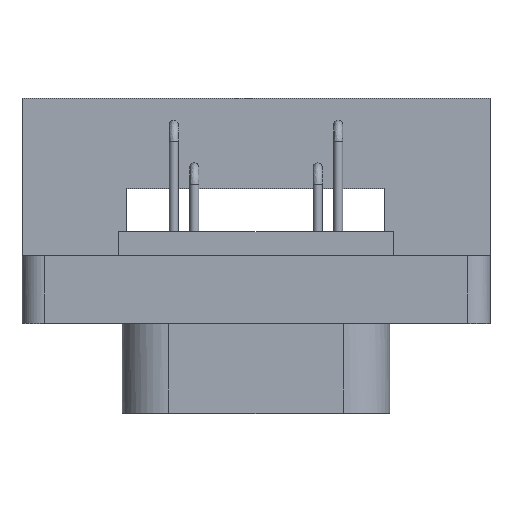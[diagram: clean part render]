
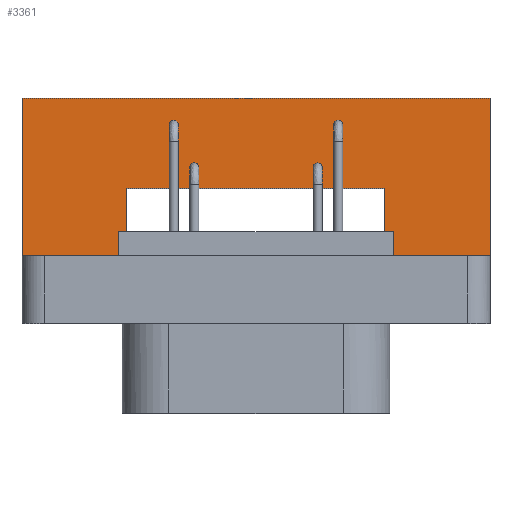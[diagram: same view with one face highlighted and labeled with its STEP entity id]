
A CAD part, top view. The second image highlights one B-rep face of the part: STEP entity #3361.
In plain terms, the highlighted free-form (B-spline) face has degree [1, 1] with [2, 2] control points.
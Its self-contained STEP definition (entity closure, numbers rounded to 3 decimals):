
#2103 = EDGE_CURVE('',#2104,#2104,#2106,.T.);
#2104 = VERTEX_POINT('',#2105);
#2105 = CARTESIAN_POINT('',(-5.48,1.115,
    3.19));
#2106 = ( BOUNDED_CURVE() B_SPLINE_CURVE(2,(#2107,#2108,#2109,#2110,
#2111,#2112,#2113),.UNSPECIFIED.,.T.,.F.) B_SPLINE_CURVE_WITH_KNOTS((1,2
    ,2,2,2,1),(-0.333,0.,0.333,0.667,1.,
1.333),.UNSPECIFIED.) CURVE() GEOMETRIC_REPRESENTATION_ITEM() 
RATIONAL_B_SPLINE_CURVE((1.,0.5,1.,0.5,1.,0.5,1.)) REPRESENTATION_ITEM(
  '') );
#2107 = CARTESIAN_POINT('',(-5.48,1.115,
    3.19));
#2108 = CARTESIAN_POINT('',(-6.,1.115,
    3.19));
#2109 = CARTESIAN_POINT('',(-5.74,1.565,
    3.19));
#2110 = CARTESIAN_POINT('',(-5.48,2.015,
    3.19));
#2111 = CARTESIAN_POINT('',(-5.22,1.565,
    3.19));
#2112 = CARTESIAN_POINT('',(-4.96,1.115,3.19
    ));
#2113 = CARTESIAN_POINT('',(-5.48,1.115,
    3.19));
#2242 = EDGE_CURVE('',#2243,#2243,#2245,.T.);
#2243 = VERTEX_POINT('',#2244);
#2244 = CARTESIAN_POINT('',(5.48,1.115,3.19
    ));
#2245 = ( BOUNDED_CURVE() B_SPLINE_CURVE(2,(#2246,#2247,#2248,#2249,
#2250,#2251,#2252),.UNSPECIFIED.,.T.,.F.) B_SPLINE_CURVE_WITH_KNOTS((1,2
    ,2,2,2,1),(-0.333,0.,0.333,0.667,1.,
1.333),.UNSPECIFIED.) CURVE() GEOMETRIC_REPRESENTATION_ITEM() 
RATIONAL_B_SPLINE_CURVE((1.,0.5,1.,0.5,1.,0.5,1.)) REPRESENTATION_ITEM(
  '') );
#2246 = CARTESIAN_POINT('',(5.48,1.115,3.19
    ));
#2247 = CARTESIAN_POINT('',(4.96,1.115,3.19
    ));
#2248 = CARTESIAN_POINT('',(5.22,1.565,3.19
    ));
#2249 = CARTESIAN_POINT('',(5.48,2.015,3.19
    ));
#2250 = CARTESIAN_POINT('',(5.74,1.565,3.19
    ));
#2251 = CARTESIAN_POINT('',(6.,1.115,3.19)
  );
#2252 = CARTESIAN_POINT('',(5.48,1.115,3.19
    ));
#2381 = EDGE_CURVE('',#2382,#2382,#2384,.T.);
#2382 = VERTEX_POINT('',#2383);
#2383 = CARTESIAN_POINT('',(-4.11,-1.725,
    3.19));
#2384 = ( BOUNDED_CURVE() B_SPLINE_CURVE(2,(#2385,#2386,#2387,#2388,
#2389,#2390,#2391),.UNSPECIFIED.,.T.,.F.) B_SPLINE_CURVE_WITH_KNOTS((1,2
    ,2,2,2,1),(-0.333,0.,0.333,0.667,1.,
1.333),.UNSPECIFIED.) CURVE() GEOMETRIC_REPRESENTATION_ITEM() 
RATIONAL_B_SPLINE_CURVE((1.,0.5,1.,0.5,1.,0.5,1.)) REPRESENTATION_ITEM(
  '') );
#2385 = CARTESIAN_POINT('',(-4.11,-1.725,
    3.19));
#2386 = CARTESIAN_POINT('',(-4.63,-1.725,
    3.19));
#2387 = CARTESIAN_POINT('',(-4.37,-1.275,
    3.19));
#2388 = CARTESIAN_POINT('',(-4.11,-0.825,
    3.19));
#2389 = CARTESIAN_POINT('',(-3.85,-1.275,
    3.19));
#2390 = CARTESIAN_POINT('',(-3.59,-1.725,
    3.19));
#2391 = CARTESIAN_POINT('',(-4.11,-1.725,
    3.19));
#2520 = EDGE_CURVE('',#2521,#2521,#2523,.T.);
#2521 = VERTEX_POINT('',#2522);
#2522 = CARTESIAN_POINT('',(4.11,-1.725,
    3.19));
#2523 = ( BOUNDED_CURVE() B_SPLINE_CURVE(2,(#2524,#2525,#2526,#2527,
#2528,#2529,#2530),.UNSPECIFIED.,.T.,.F.) B_SPLINE_CURVE_WITH_KNOTS((1,2
    ,2,2,2,1),(-0.333,0.,0.333,0.667,1.,
1.333),.UNSPECIFIED.) CURVE() GEOMETRIC_REPRESENTATION_ITEM() 
RATIONAL_B_SPLINE_CURVE((1.,0.5,1.,0.5,1.,0.5,1.)) REPRESENTATION_ITEM(
  '') );
#2524 = CARTESIAN_POINT('',(4.11,-1.725,
    3.19));
#2525 = CARTESIAN_POINT('',(3.59,-1.725,
    3.19));
#2526 = CARTESIAN_POINT('',(3.85,-1.275,
    3.19));
#2527 = CARTESIAN_POINT('',(4.11,-0.825,
    3.19));
#2528 = CARTESIAN_POINT('',(4.37,-1.275,
    3.19));
#2529 = CARTESIAN_POINT('',(4.63,-1.725,3.19
    ));
#2530 = CARTESIAN_POINT('',(4.11,-1.725,
    3.19));
#2660 = VERTEX_POINT('',#2661);
#2661 = CARTESIAN_POINT('',(9.15,-7.325,3.19));
#2668 = EDGE_CURVE('',#2669,#2660,#2671,.T.);
#2669 = VERTEX_POINT('',#2670);
#2670 = CARTESIAN_POINT('',(9.15,-5.725,3.19));
#2671 = B_SPLINE_CURVE_WITH_KNOTS('',1,(#2672,#2673),.UNSPECIFIED.,.F.,
  .F.,(2,2),(0.,1.),.PIECEWISE_BEZIER_KNOTS.);
#2672 = CARTESIAN_POINT('',(9.15,-5.725,3.19));
#2673 = CARTESIAN_POINT('',(9.15,-7.325,3.19));
#2723 = EDGE_CURVE('',#2724,#2726,#2728,.T.);
#2724 = VERTEX_POINT('',#2725);
#2725 = CARTESIAN_POINT('',(-9.15,-7.325,3.19));
#2726 = VERTEX_POINT('',#2727);
#2727 = CARTESIAN_POINT('',(-9.15,-5.725,3.19));
#2728 = B_SPLINE_CURVE_WITH_KNOTS('',1,(#2729,#2730),.UNSPECIFIED.,.F.,
  .F.,(2,2),(0.,1.),.PIECEWISE_BEZIER_KNOTS.);
#2729 = CARTESIAN_POINT('',(-9.15,-7.325,3.19));
#2730 = CARTESIAN_POINT('',(-9.15,-5.725,3.19));
#2754 = EDGE_CURVE('',#2755,#2669,#2757,.T.);
#2755 = VERTEX_POINT('',#2756);
#2756 = CARTESIAN_POINT('',(8.6,-5.725,3.19));
#2757 = B_SPLINE_CURVE_WITH_KNOTS('',1,(#2758,#2759),.UNSPECIFIED.,.F.,
  .F.,(2,2),(11.094,11.438),.PIECEWISE_BEZIER_KNOTS.);
#2758 = CARTESIAN_POINT('',(8.6,-5.725,3.19));
#2759 = CARTESIAN_POINT('',(9.15,-5.725,3.19));
#2762 = VERTEX_POINT('',#2763);
#2763 = CARTESIAN_POINT('',(-8.6,-5.725,3.19));
#2768 = EDGE_CURVE('',#2726,#2762,#2769,.T.);
#2769 = B_SPLINE_CURVE_WITH_KNOTS('',1,(#2770,#2771),.UNSPECIFIED.,.F.,
  .F.,(2,2),(0.,0.344),.PIECEWISE_BEZIER_KNOTS.);
#2770 = CARTESIAN_POINT('',(-9.15,-5.725,3.19));
#2771 = CARTESIAN_POINT('',(-8.6,-5.725,3.19));
#2878 = VERTEX_POINT('',#2879);
#2879 = CARTESIAN_POINT('',(-8.6,-2.825,3.19));
#2901 = EDGE_CURVE('',#2762,#2878,#2902,.T.);
#2902 = B_SPLINE_CURVE_WITH_KNOTS('',1,(#2903,#2904),.UNSPECIFIED.,.F.,
  .F.,(2,2),(0.136,0.417),.PIECEWISE_BEZIER_KNOTS.);
#2903 = CARTESIAN_POINT('',(-8.6,-5.725,3.19));
#2904 = CARTESIAN_POINT('',(-8.6,-2.825,3.19));
#2917 = VERTEX_POINT('',#2918);
#2918 = CARTESIAN_POINT('',(8.6,-2.825,3.19));
#2923 = EDGE_CURVE('',#2878,#2917,#2924,.T.);
#2924 = B_SPLINE_CURVE_WITH_KNOTS('',1,(#2925,#2926),.UNSPECIFIED.,.F.,
  .F.,(2,2),(0.,2.867),.PIECEWISE_BEZIER_KNOTS.);
#2925 = CARTESIAN_POINT('',(-8.6,-2.825,3.19));
#2926 = CARTESIAN_POINT('',(8.6,-2.825,3.19));
#2971 = EDGE_CURVE('',#2917,#2755,#2972,.T.);
#2972 = B_SPLINE_CURVE_WITH_KNOTS('',1,(#2973,#2974),.UNSPECIFIED.,.F.,
  .F.,(2,2),(0.583,0.864),.PIECEWISE_BEZIER_KNOTS.);
#2973 = CARTESIAN_POINT('',(8.6,-2.825,3.19));
#2974 = CARTESIAN_POINT('',(8.6,-5.725,3.19));
#3199 = VERTEX_POINT('',#3200);
#3200 = CARTESIAN_POINT('',(-15.6,-7.325,3.19));
#3205 = EDGE_CURVE('',#3199,#3206,#3208,.T.);
#3206 = VERTEX_POINT('',#3207);
#3207 = CARTESIAN_POINT('',(-15.6,3.175,3.19));
#3208 = B_SPLINE_CURVE_WITH_KNOTS('',1,(#3209,#3210),.UNSPECIFIED.,.F.,
  .F.,(2,2),(0.,1.),.PIECEWISE_BEZIER_KNOTS.);
#3209 = CARTESIAN_POINT('',(-15.6,-7.325,3.19));
#3210 = CARTESIAN_POINT('',(-15.6,3.175,3.19));
#3263 = VERTEX_POINT('',#3264);
#3264 = CARTESIAN_POINT('',(15.6,-7.325,3.19));
#3269 = EDGE_CURVE('',#3263,#2660,#3270,.T.);
#3270 = B_SPLINE_CURVE_WITH_KNOTS('',1,(#3271,#3272),.UNSPECIFIED.,.F.,
  .F.,(2,2),(0.,0.62),.PIECEWISE_BEZIER_KNOTS.);
#3271 = CARTESIAN_POINT('',(15.6,-7.325,3.19));
#3272 = CARTESIAN_POINT('',(9.15,-7.325,3.19));
#3277 = EDGE_CURVE('',#2724,#3199,#3278,.T.);
#3278 = B_SPLINE_CURVE_WITH_KNOTS('',1,(#3279,#3280),.UNSPECIFIED.,.F.,
  .F.,(2,2),(2.38,3.),.PIECEWISE_BEZIER_KNOTS.);
#3279 = CARTESIAN_POINT('',(-9.15,-7.325,3.19));
#3280 = CARTESIAN_POINT('',(-15.6,-7.325,3.19));
#3325 = VERTEX_POINT('',#3326);
#3326 = CARTESIAN_POINT('',(15.6,3.175,3.19));
#3331 = EDGE_CURVE('',#3325,#3263,#3332,.T.);
#3332 = B_SPLINE_CURVE_WITH_KNOTS('',1,(#3333,#3334),.UNSPECIFIED.,.F.,
  .F.,(2,2),(0.,1.),.PIECEWISE_BEZIER_KNOTS.);
#3333 = CARTESIAN_POINT('',(15.6,3.175,3.19));
#3334 = CARTESIAN_POINT('',(15.6,-7.325,3.19));
#3345 = EDGE_CURVE('',#3325,#3206,#3346,.T.);
#3346 = B_SPLINE_CURVE_WITH_KNOTS('',1,(#3347,#3348),.UNSPECIFIED.,.F.,
  .F.,(2,2),(0.,1.),.PIECEWISE_BEZIER_KNOTS.);
#3347 = CARTESIAN_POINT('',(15.6,3.175,3.19));
#3348 = CARTESIAN_POINT('',(-15.6,3.175,3.19));
#3361 = ADVANCED_FACE('',(#3362,#3376,#3379,#3382,#3385),#3388,.T.);
#3362 = FACE_BOUND('',#3363,.T.);
#3363 = EDGE_LOOP('',(#3364,#3365,#3366,#3367,#3368,#3369,#3370,#3371,
    #3372,#3373,#3374,#3375));
#3364 = ORIENTED_EDGE('',*,*,#3345,.T.);
#3365 = ORIENTED_EDGE('',*,*,#3205,.F.);
#3366 = ORIENTED_EDGE('',*,*,#3277,.F.);
#3367 = ORIENTED_EDGE('',*,*,#2723,.T.);
#3368 = ORIENTED_EDGE('',*,*,#2768,.T.);
#3369 = ORIENTED_EDGE('',*,*,#2901,.T.);
#3370 = ORIENTED_EDGE('',*,*,#2923,.T.);
#3371 = ORIENTED_EDGE('',*,*,#2971,.T.);
#3372 = ORIENTED_EDGE('',*,*,#2754,.T.);
#3373 = ORIENTED_EDGE('',*,*,#2668,.T.);
#3374 = ORIENTED_EDGE('',*,*,#3269,.F.);
#3375 = ORIENTED_EDGE('',*,*,#3331,.F.);
#3376 = FACE_BOUND('',#3377,.T.);
#3377 = EDGE_LOOP('',(#3378));
#3378 = ORIENTED_EDGE('',*,*,#2520,.T.);
#3379 = FACE_BOUND('',#3380,.T.);
#3380 = EDGE_LOOP('',(#3381));
#3381 = ORIENTED_EDGE('',*,*,#2381,.T.);
#3382 = FACE_BOUND('',#3383,.T.);
#3383 = EDGE_LOOP('',(#3384));
#3384 = ORIENTED_EDGE('',*,*,#2242,.T.);
#3385 = FACE_BOUND('',#3386,.T.);
#3386 = EDGE_LOOP('',(#3387));
#3387 = ORIENTED_EDGE('',*,*,#2103,.T.);
#3388 = B_SPLINE_SURFACE_WITH_KNOTS('',1,1,(
    (#3389,#3390)
    ,(#3391,#3392
    )),.UNSPECIFIED.,.F.,.F.,.F.,(2,2),(2,2),(0.,1.),(0.,2.899)
  ,.PIECEWISE_BEZIER_KNOTS.);
#3389 = CARTESIAN_POINT('',(15.8,-7.525,3.19));
#3390 = CARTESIAN_POINT('',(-15.8,-7.525,3.19));
#3391 = CARTESIAN_POINT('',(15.8,3.375,3.19));
#3392 = CARTESIAN_POINT('',(-15.8,3.375,3.19));
